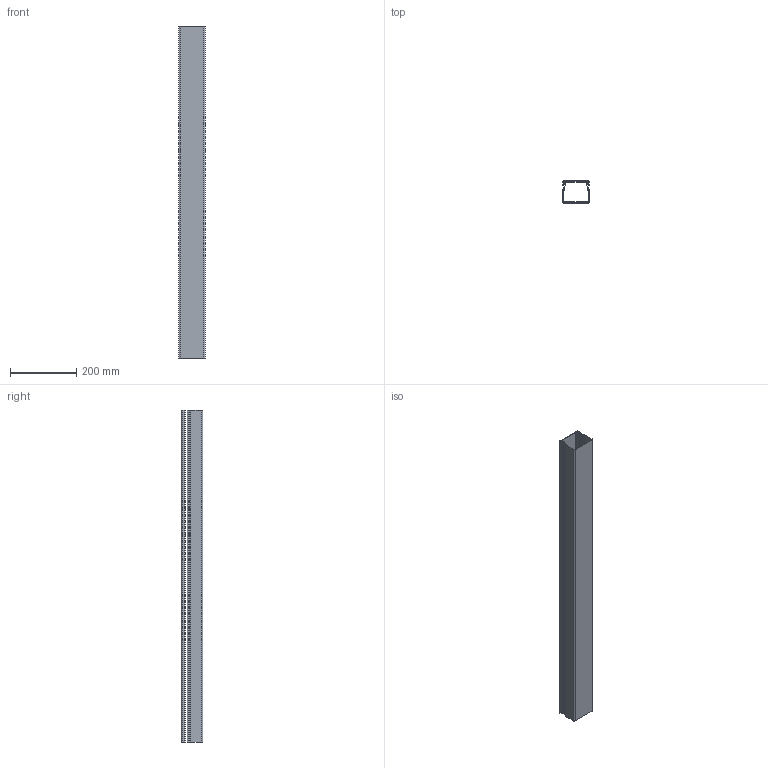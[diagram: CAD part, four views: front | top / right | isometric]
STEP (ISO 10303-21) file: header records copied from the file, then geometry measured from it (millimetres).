
FILE_DESCRIPTION (( 'STEP AP203' ), '1' );
FILE_NAME ('ALF-PP-4080E.step', '2024-08-15T07:58:30', ( '' ), ( '' ), 'SwSTEP 2.0', 'SolidWorks 2022', '' );
FILE_SCHEMA (( 'CONFIG_CONTROL_DESIGN' ));
Length unit declared in the file: millimetre
Products named in the file (3): ALF-PP-4040E_лоток^ALF-PP-4080E; ALF-PP-4040E_крышка^ALF-PP-4080E; ALF-PP-4080E
Assembly tree (2 placements, depth 2):
  ALF-PP-4080E
    ALF-PP-4040E_крышка^ALF-PP-4080E
    ALF-PP-4040E_лоток^ALF-PP-4080E
Bounding box: 80 x 65 x 1000 mm (x, y, z)
Volume: 549374.3 mm3; surface area: 608037.4 mm2
Topology: 2 solids, 2 shells, 77 faces, 219 edges, 146 vertices
Faces by surface type: plane 42, cylinder 35
Entity records: 2828 total; most frequent: DIRECTION 453, CARTESIAN_POINT 447, ORIENTED_EDGE 438, EDGE_CURVE 219, AXIS2_PLACEMENT_3D 152, LINE 149, VECTOR 149, VERTEX_POINT 146
